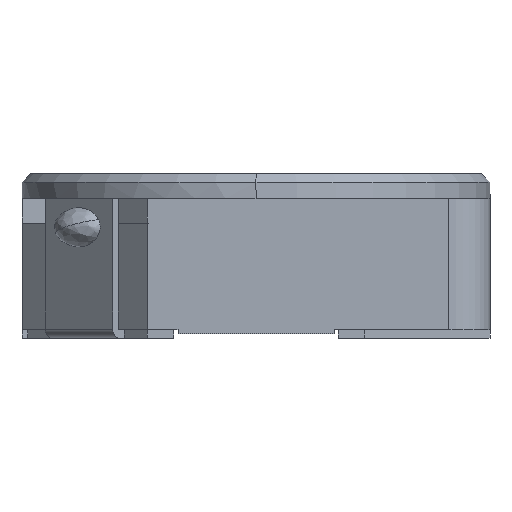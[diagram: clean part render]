
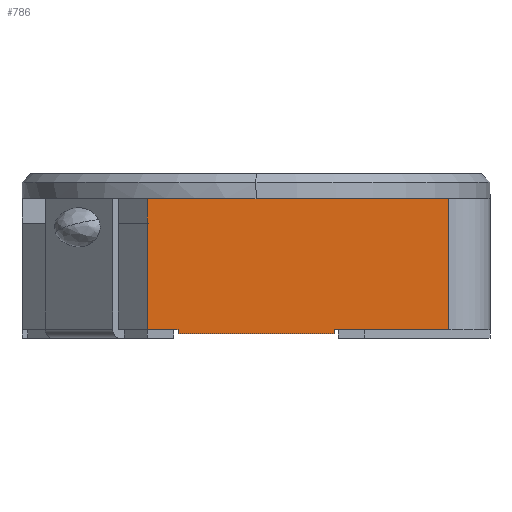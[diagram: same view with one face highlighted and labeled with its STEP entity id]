
A CAD part, left-side view. The second image highlights one B-rep face of the part: STEP entity #786.
In plain terms, the highlighted planar face has unit normal (-1, 0, 0).
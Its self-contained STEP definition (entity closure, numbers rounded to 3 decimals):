
#13 = LINE ( 'NONE', #270, #7869 ) ;
#50 = CARTESIAN_POINT ( 'NONE',  ( -2.85, 2.85, 1.6 ) ) ;
#88 = CARTESIAN_POINT ( 'NONE',  ( -2.85, 1.322, 1.6 ) ) ;
#177 = VERTEX_POINT ( 'NONE', #904 ) ;
#234 = ORIENTED_EDGE ( 'NONE', *, *, #6749, .T. ) ;
#239 = EDGE_CURVE ( 'NONE', #2307, #5811, #5588, .T. ) ;
#270 = CARTESIAN_POINT ( 'NONE',  ( -2.85, 2.85, 1.6 ) ) ;
#387 = DIRECTION ( 'NONE',  ( 1., 0., 0. ) ) ;
#389 = CARTESIAN_POINT ( 'NONE',  ( -2.85, -0.95, -0.05 ) ) ;
#461 = VECTOR ( 'NONE', #6855, 1000. ) ;
#594 = CARTESIAN_POINT ( 'NONE',  ( -2.85, -0.95, -0.05 ) ) ;
#786 = ADVANCED_FACE ( 'NONE', ( #4394 ), #2151, .F. ) ;
#792 = DIRECTION ( 'NONE',  ( 0., -1., 0. ) ) ;
#810 = EDGE_CURVE ( 'NONE', #177, #5599, #9124, .T. ) ;
#857 = ORIENTED_EDGE ( 'NONE', *, *, #239, .T. ) ;
#904 = CARTESIAN_POINT ( 'NONE',  ( -2.85, 1.322, 1.3 ) ) ;
#914 = DIRECTION ( 'NONE',  ( 0., -1., 0. ) ) ;
#1049 = ORIENTED_EDGE ( 'NONE', *, *, #1653, .T. ) ;
#1203 = VECTOR ( 'NONE', #6627, 1000. ) ;
#1238 = EDGE_LOOP ( 'NONE', ( #857, #4980, #1623, #1544, #234, #9000, #1049, #6557, #3607, #7028 ) ) ;
#1364 = LINE ( 'NONE', #594, #8821 ) ;
#1535 = CARTESIAN_POINT ( 'NONE',  ( -2.85, 0., 1.6 ) ) ;
#1544 = ORIENTED_EDGE ( 'NONE', *, *, #5515, .F. ) ;
#1615 = DIRECTION ( 'NONE',  ( 0., 0., 1. ) ) ;
#1623 = ORIENTED_EDGE ( 'NONE', *, *, #8745, .F. ) ;
#1640 = CARTESIAN_POINT ( 'NONE',  ( -2.85, -0.95, -0.05 ) ) ;
#1643 = AXIS2_PLACEMENT_3D ( 'NONE', #7727, #387, #6189 ) ;
#1653 = EDGE_CURVE ( 'NONE', #5599, #6804, #8722, .T. ) ;
#1684 = CARTESIAN_POINT ( 'NONE',  ( -2.85, -2.35, 0. ) ) ;
#2040 = CARTESIAN_POINT ( 'NONE',  ( -2.85, -0.95, 0. ) ) ;
#2078 = VECTOR ( 'NONE', #1615, 1000. ) ;
#2151 = PLANE ( 'NONE',  #1643 ) ;
#2184 = VERTEX_POINT ( 'NONE', #8255 ) ;
#2307 = VERTEX_POINT ( 'NONE', #2040 ) ;
#2369 = CARTESIAN_POINT ( 'NONE',  ( -2.85, 1.322, 10. ) ) ;
#2373 = LINE ( 'NONE', #389, #8170 ) ;
#2665 = DIRECTION ( 'NONE',  ( 0., 0., 1. ) ) ;
#2927 = CARTESIAN_POINT ( 'NONE',  ( -2.85, 0.95, -0.05 ) ) ;
#3277 = CARTESIAN_POINT ( 'NONE',  ( -2.85, 1.322, 0. ) ) ;
#3607 = ORIENTED_EDGE ( 'NONE', *, *, #7786, .F. ) ;
#3917 = EDGE_CURVE ( 'NONE', #5811, #2184, #9363, .T. ) ;
#4375 = CARTESIAN_POINT ( 'NONE',  ( -2.85, 1.322, 10. ) ) ;
#4394 = FACE_OUTER_BOUND ( 'NONE', #1238, .T. ) ;
#4532 = EDGE_CURVE ( 'NONE', #5485, #2307, #2373, .T. ) ;
#4604 = VECTOR ( 'NONE', #5986, 1000. ) ;
#4871 = CARTESIAN_POINT ( 'NONE',  ( -2.85, 0.95, -0.05 ) ) ;
#4980 = ORIENTED_EDGE ( 'NONE', *, *, #3917, .T. ) ;
#5140 = DIRECTION ( 'NONE',  ( 0., 1., 0. ) ) ;
#5485 = VERTEX_POINT ( 'NONE', #1640 ) ;
#5506 = LINE ( 'NONE', #4871, #2078 ) ;
#5515 = EDGE_CURVE ( 'NONE', #7574, #6888, #9268, .T. ) ;
#5588 = LINE ( 'NONE', #6949, #6080 ) ;
#5599 = VERTEX_POINT ( 'NONE', #3277 ) ;
#5811 = VERTEX_POINT ( 'NONE', #1684 ) ;
#5986 = DIRECTION ( 'NONE',  ( 0., 0., -1. ) ) ;
#6080 = VECTOR ( 'NONE', #792, 1000. ) ;
#6189 = DIRECTION ( 'NONE',  ( 0., 1., 0. ) ) ;
#6557 = ORIENTED_EDGE ( 'NONE', *, *, #7556, .F. ) ;
#6627 = DIRECTION ( 'NONE',  ( 0., -1., 0. ) ) ;
#6749 = EDGE_CURVE ( 'NONE', #7574, #177, #7226, .T. ) ;
#6804 = VERTEX_POINT ( 'NONE', #8273 ) ;
#6855 = DIRECTION ( 'NONE',  ( 0., 0., -1. ) ) ;
#6888 = VERTEX_POINT ( 'NONE', #1535 ) ;
#6949 = CARTESIAN_POINT ( 'NONE',  ( -2.85, 2.85, 0. ) ) ;
#7028 = ORIENTED_EDGE ( 'NONE', *, *, #4532, .T. ) ;
#7226 = LINE ( 'NONE', #4375, #4604 ) ;
#7368 = VECTOR ( 'NONE', #9301, 1000. ) ;
#7556 = EDGE_CURVE ( 'NONE', #8429, #6804, #5506, .T. ) ;
#7574 = VERTEX_POINT ( 'NONE', #88 ) ;
#7727 = CARTESIAN_POINT ( 'NONE',  ( -2.85, 2.85, 1.6 ) ) ;
#7786 = EDGE_CURVE ( 'NONE', #5485, #8429, #1364, .T. ) ;
#7869 = VECTOR ( 'NONE', #914, 1000. ) ;
#7955 = CARTESIAN_POINT ( 'NONE',  ( -2.85, 2.85, 0. ) ) ;
#8170 = VECTOR ( 'NONE', #2665, 1000. ) ;
#8255 = CARTESIAN_POINT ( 'NONE',  ( -2.85, -2.35, 1.6 ) ) ;
#8273 = CARTESIAN_POINT ( 'NONE',  ( -2.85, 0.95, 0. ) ) ;
#8429 = VERTEX_POINT ( 'NONE', #2927 ) ;
#8700 = DIRECTION ( 'NONE',  ( 0., -1., 0. ) ) ;
#8722 = LINE ( 'NONE', #7955, #9319 ) ;
#8745 = EDGE_CURVE ( 'NONE', #6888, #2184, #13, .T. ) ;
#8821 = VECTOR ( 'NONE', #5140, 1000. ) ;
#9000 = ORIENTED_EDGE ( 'NONE', *, *, #810, .T. ) ;
#9124 = LINE ( 'NONE', #2369, #461 ) ;
#9208 = CARTESIAN_POINT ( 'NONE',  ( -2.85, -2.35, 1.6 ) ) ;
#9268 = LINE ( 'NONE', #50, #1203 ) ;
#9301 = DIRECTION ( 'NONE',  ( 0., 0., 1. ) ) ;
#9319 = VECTOR ( 'NONE', #8700, 1000. ) ;
#9363 = LINE ( 'NONE', #9208, #7368 ) ;
